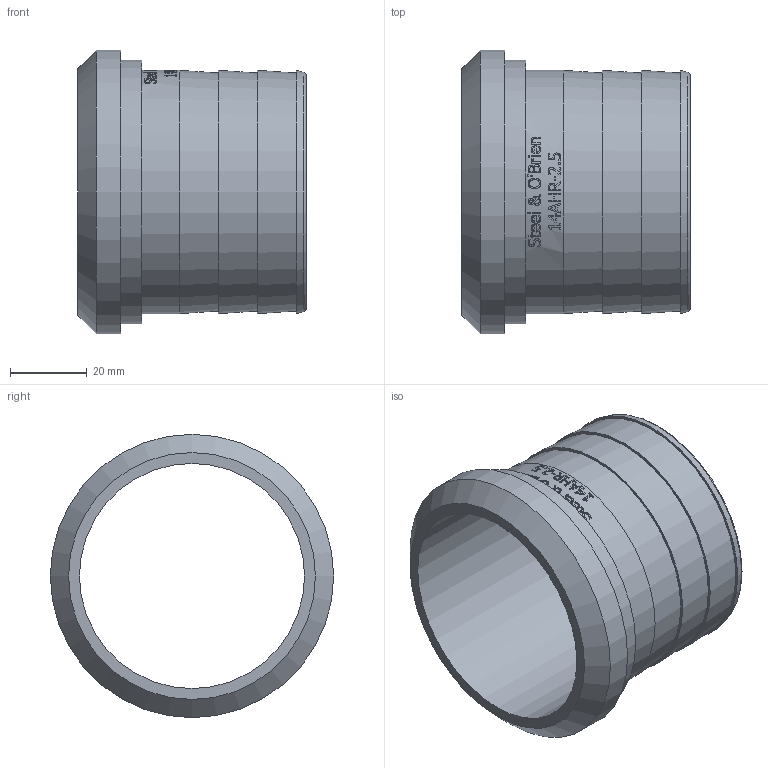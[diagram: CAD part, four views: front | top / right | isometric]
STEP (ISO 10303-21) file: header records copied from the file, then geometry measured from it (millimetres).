
FILE_DESCRIPTION(/* description */ (''),/* implementation_level */ '2;1');
FILE_NAME(/* name */ '14AHR-2.5.stp',/* time_stamp */ '2021-08-30T15:16:22-04:00',/* author */ ('rick'),/* organization */ (''),/* preprocessor_version */ 'ST-DEVELOPER v18',/* originating_system */ 'Autodesk Inventor 2020',/* authorisation */ '');
FILE_SCHEMA (('AUTOMOTIVE_DESIGN { 1 0 10303 214 3 1 1 }'));
Length unit declared in the file: inch
Products named in the file (1): 14AHR-2.5
Bounding box: 59.54 x 73.96 x 73.96 mm (x, y, z)
Volume: 37981.9 mm3; surface area: 25991.3 mm2
Topology: 1 solids, 1 shells, 362 faces, 979 edges, 658 vertices
Faces by surface type: plane 166, bspline 151, cylinder 38, cone 5, torus 2
Full cylindrical faces by diameter (mm): 58.75 x1, 63.5 x1, 68.834 x1, 73.965 x1
Entity records: 14737 total; most frequent: CARTESIAN_POINT 6338, ORIENTED_EDGE 1958, DIRECTION 1327, EDGE_CURVE 979, VERTEX_POINT 658, LINE 451, VECTOR 451, AXIS2_PLACEMENT_3D 438
